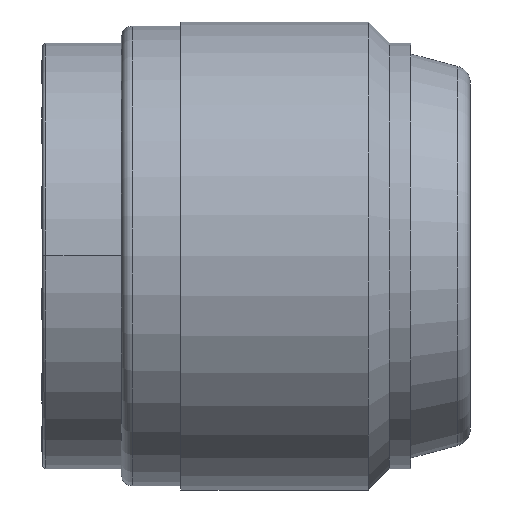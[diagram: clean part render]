
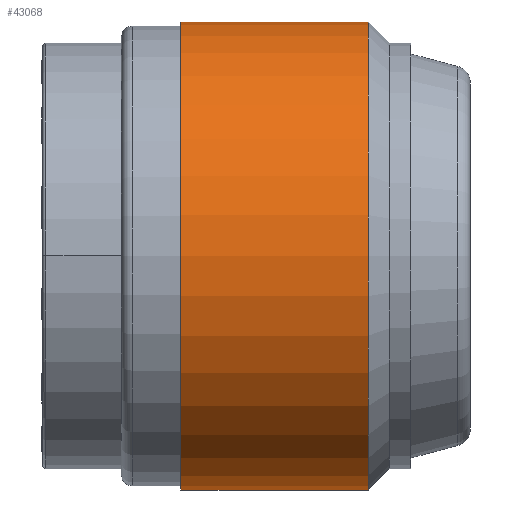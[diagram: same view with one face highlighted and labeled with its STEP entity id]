
A CAD part, top view. The second image highlights one B-rep face of the part: STEP entity #43068.
In plain terms, the highlighted cylindrical face has radius 11 mm (diameter 22 mm), a partial arc.
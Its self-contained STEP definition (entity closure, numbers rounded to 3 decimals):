
#1135=CARTESIAN_POINT('',(-6.1,-3.2,0.));
#1136=DIRECTION('',(1.,0.,0.));
#1137=DIRECTION('',(0.,1.,0.));
#1138=AXIS2_PLACEMENT_3D('',#1135,#1136,#1137);
#1140=DIRECTION('',(-1.,0.,0.));
#1141=VECTOR('',#1140,8.8);
#1142=CARTESIAN_POINT('',(2.7,7.8,0.));
#1143=LINE('',#1142,#1141);
#1144=DIRECTION('',(-1.,0.,0.));
#1145=VECTOR('',#1144,8.8);
#1146=CARTESIAN_POINT('',(2.7,-14.2,0.));
#1147=LINE('',#1146,#1145);
#1148=CARTESIAN_POINT('',(2.7,-3.2,0.));
#1149=DIRECTION('',(1.,0.,0.));
#1150=DIRECTION('',(0.,1.,0.));
#1151=AXIS2_PLACEMENT_3D('',#1148,#1149,#1150);
#33831=CARTESIAN_POINT('',(-6.1,7.8,0.));
#33832=CARTESIAN_POINT('',(-6.1,-14.2,0.));
#33833=VERTEX_POINT('',#33831);
#33834=VERTEX_POINT('',#33832);
#33895=CARTESIAN_POINT('',(2.7,7.8,0.));
#33896=CARTESIAN_POINT('',(2.7,-14.2,0.));
#33897=VERTEX_POINT('',#33895);
#33898=VERTEX_POINT('',#33896);
#43056=CARTESIAN_POINT('',(4.33,-3.2,0.));
#43057=DIRECTION('',(-1.,0.,0.));
#43058=DIRECTION('',(0.,1.,0.));
#43059=AXIS2_PLACEMENT_3D('',#43056,#43057,#43058);
#43060=CYLINDRICAL_SURFACE('',#43059,11.);
#43061=ORIENTED_EDGE('',*,*,#43046,.F.);
#43063=ORIENTED_EDGE('',*,*,#43062,.T.);
#43064=ORIENTED_EDGE('',*,*,#43049,.T.);
#43065=ORIENTED_EDGE('',*,*,#43032,.F.);
#43066=EDGE_LOOP('',(#43061,#43063,#43064,#43065));
#43067=FACE_OUTER_BOUND('',#43066,.F.);
#43068=ADVANCED_FACE('',(#43067),#43060,.T.);
#1139=CIRCLE('',#1138,11.);
#1152=CIRCLE('',#1151,11.);
#43032=EDGE_CURVE('',#33833,#33834,#1139,.T.);
#43046=EDGE_CURVE('',#33897,#33833,#1143,.T.);
#43049=EDGE_CURVE('',#33898,#33834,#1147,.T.);
#43062=EDGE_CURVE('',#33897,#33898,#1152,.T.);
